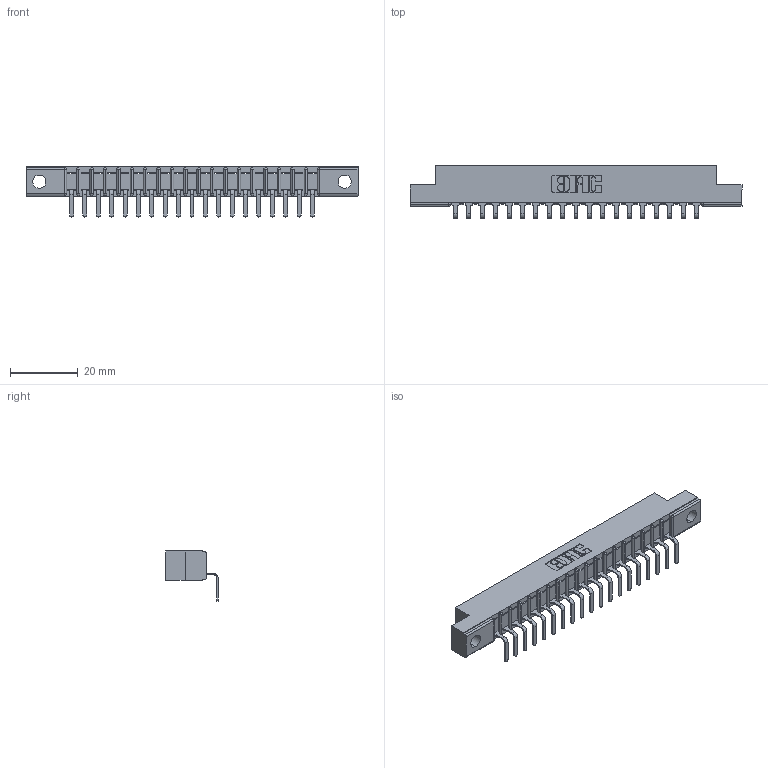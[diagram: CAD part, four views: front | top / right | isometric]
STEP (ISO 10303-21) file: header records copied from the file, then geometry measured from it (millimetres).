
FILE_DESCRIPTION (( 'STEP AP203' ), '1' );
FILE_NAME ('307-019-559-104.STEP', '2019-09-04T16:07:53', ( '' ), ( '' ), 'SwSTEP 2.0', 'SolidWorks 2016', '' );
FILE_SCHEMA (( 'CONFIG_CONTROL_DESIGN' ));
Length unit declared in the file: inch
Products named in the file (3): 307-290-001_558 559 - 1 (Single); 307 Part_.156 Dia Mounting Holes; 307-019-559-104
Assembly tree (20 placements, depth 2):
  307-019-559-104
    307 Part_.156 Dia Mounting Holes
    307-290-001_558 559 - 1 (Single)  x19
Bounding box: 98.3 x 15.46 x 14.81 mm (x, y, z)
Volume: 6130.9 mm3; surface area: 9393.2 mm2
Topology: 20 solids, 20 shells, 1292 faces, 3665 edges, 2362 vertices
Faces by surface type: plane 825, cylinder 427, sphere 40
Entity records: 19646 total; most frequent: CARTESIAN_POINT 3306, ORIENTED_EDGE 3290, DIRECTION 3221, EDGE_CURVE 1645, LINE 1259, VECTOR 1259, VERTEX_POINT 1066, AXIS2_PLACEMENT_3D 981
